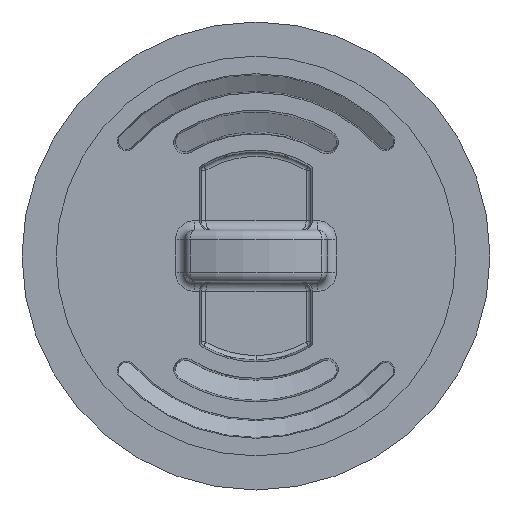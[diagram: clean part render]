
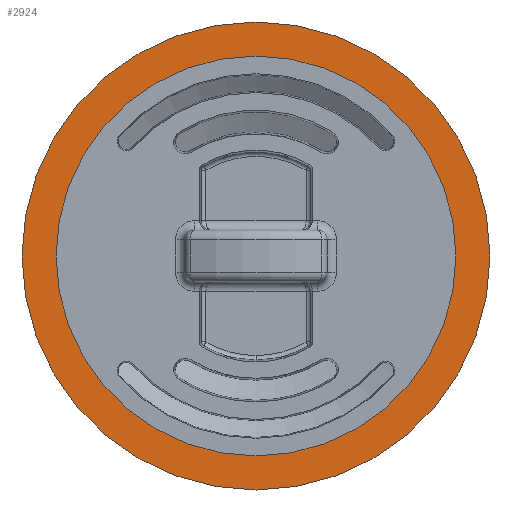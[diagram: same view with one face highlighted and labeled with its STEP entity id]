
A CAD part, front view. The second image highlights one B-rep face of the part: STEP entity #2924.
In plain terms, the highlighted planar face has unit normal (0, -1, 0).
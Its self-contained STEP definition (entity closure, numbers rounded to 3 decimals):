
#82 = CIRCLE ( 'NONE', #9743, 42.5 ) ;
#374 = CARTESIAN_POINT ( 'NONE',  ( 0., 0., 49.75 ) ) ;
#427 = VERTEX_POINT ( 'NONE', #374 ) ;
#1961 = AXIS2_PLACEMENT_3D ( 'NONE', #2731, #8083, #3514 ) ;
#2039 = CARTESIAN_POINT ( 'NONE',  ( 50., 0., 0. ) ) ;
#2583 = EDGE_CURVE ( 'NONE', #8863, #8187, #4086, .T. ) ;
#2731 = CARTESIAN_POINT ( 'NONE',  ( 0., 0., 0. ) ) ;
#2892 = CARTESIAN_POINT ( 'NONE',  ( 0., 0., 0. ) ) ;
#2924 = ADVANCED_FACE ( 'NONE', ( #9852, #5750 ), #8146, .T. ) ;
#3322 = CARTESIAN_POINT ( 'NONE',  ( 0., 0., 0. ) ) ;
#3337 = AXIS2_PLACEMENT_3D ( 'NONE', #3444, #8793, #4213 ) ;
#3444 = CARTESIAN_POINT ( 'NONE',  ( 0., 0., 0. ) ) ;
#3514 = DIRECTION ( 'NONE',  ( 0., 0., -1. ) ) ;
#3660 = DIRECTION ( 'NONE',  ( 0., 0., -1. ) ) ;
#3877 = EDGE_LOOP ( 'NONE', ( #8756, #6405 ) ) ;
#3891 = EDGE_CURVE ( 'NONE', #4886, #427, #4308, .T. ) ;
#4086 = CIRCLE ( 'NONE', #8163, 42.5 ) ;
#4093 = DIRECTION ( 'NONE',  ( 0., 0., -1. ) ) ;
#4195 = CARTESIAN_POINT ( 'NONE',  ( 0., 0., -49.75 ) ) ;
#4213 = DIRECTION ( 'NONE',  ( 0., 0., -1. ) ) ;
#4306 = DIRECTION ( 'NONE',  ( 0., -1., 0. ) ) ;
#4308 = CIRCLE ( 'NONE', #1961, 49.75 ) ;
#4787 = EDGE_CURVE ( 'NONE', #8187, #8863, #82, .T. ) ;
#4886 = VERTEX_POINT ( 'NONE', #4195 ) ;
#5729 = AXIS2_PLACEMENT_3D ( 'NONE', #2039, #4306, #8933 ) ;
#5750 = FACE_OUTER_BOUND ( 'NONE', #3877, .T. ) ;
#6405 = ORIENTED_EDGE ( 'NONE', *, *, #3891, .T. ) ;
#6622 = ORIENTED_EDGE ( 'NONE', *, *, #2583, .F. ) ;
#6838 = CARTESIAN_POINT ( 'NONE',  ( 0., 0., -42.5 ) ) ;
#7238 = EDGE_LOOP ( 'NONE', ( #6622, #9203 ) ) ;
#7966 = CARTESIAN_POINT ( 'NONE',  ( 0., 0., 42.5 ) ) ;
#8019 = CIRCLE ( 'NONE', #3337, 49.75 ) ;
#8083 = DIRECTION ( 'NONE',  ( 0., -1., 0. ) ) ;
#8146 = PLANE ( 'NONE',  #5729 ) ;
#8163 = AXIS2_PLACEMENT_3D ( 'NONE', #2892, #8230, #3660 ) ;
#8187 = VERTEX_POINT ( 'NONE', #7966 ) ;
#8230 = DIRECTION ( 'NONE',  ( 0., -1., 0. ) ) ;
#8672 = DIRECTION ( 'NONE',  ( 0., -1., 0. ) ) ;
#8756 = ORIENTED_EDGE ( 'NONE', *, *, #9084, .T. ) ;
#8793 = DIRECTION ( 'NONE',  ( 0., -1., 0. ) ) ;
#8863 = VERTEX_POINT ( 'NONE', #6838 ) ;
#8933 = DIRECTION ( 'NONE',  ( 0., 0., -1. ) ) ;
#9084 = EDGE_CURVE ( 'NONE', #427, #4886, #8019, .T. ) ;
#9203 = ORIENTED_EDGE ( 'NONE', *, *, #4787, .F. ) ;
#9743 = AXIS2_PLACEMENT_3D ( 'NONE', #3322, #8672, #4093 ) ;
#9852 = FACE_BOUND ( 'NONE', #7238, .T. ) ;
